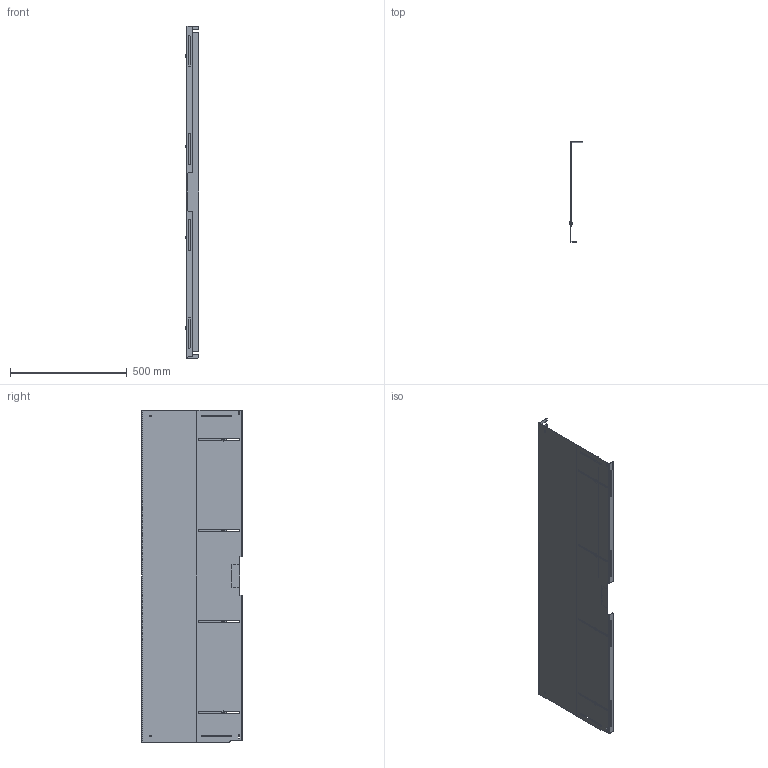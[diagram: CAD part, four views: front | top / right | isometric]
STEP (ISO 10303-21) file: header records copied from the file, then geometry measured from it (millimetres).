
FILE_DESCRIPTION (( 'STEP AP203' ), '1' );
FILE_NAME ('BKFM6018_Default.step', '2019-11-12T20:58:18', ( '' ), ( '' ), 'SwSTEP 2.0', 'SolidWorks 2019', '' );
FILE_SCHEMA (( 'CONFIG_CONTROL_DESIGN' ));
Length unit declared in the file: inch
Products named in the file (1): BKFM6018_Default
Bounding box: 56.83 x 429.87 x 1422.4 mm (x, y, z)
Volume: 1609970.7 mm3; surface area: 1780471 mm2
Topology: 10 solids, 10 shells, 317 faces, 827 edges, 538 vertices
Faces by surface type: plane 158, cylinder 115, bspline 28, torus 16
Entity records: 10352 total; most frequent: CARTESIAN_POINT 2391, ORIENTED_EDGE 1654, DIRECTION 1617, EDGE_CURVE 827, AXIS2_PLACEMENT_3D 580, VERTEX_POINT 538, LINE 457, VECTOR 457
